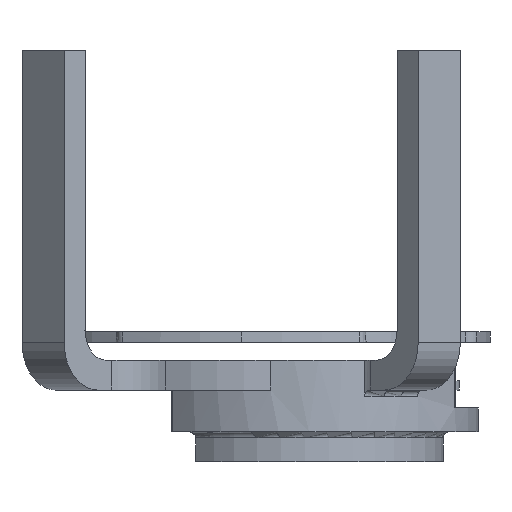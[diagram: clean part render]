
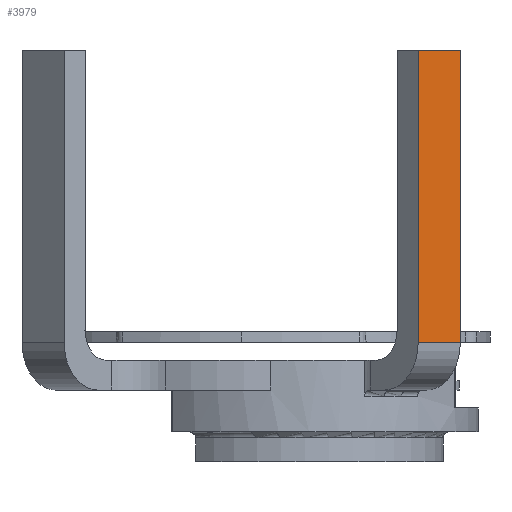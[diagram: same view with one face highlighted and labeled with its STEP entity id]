
A CAD part, front view. The second image highlights one B-rep face of the part: STEP entity #3979.
In plain terms, the highlighted face is planar.
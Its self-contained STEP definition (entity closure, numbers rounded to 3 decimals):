
#139 = ORIENTED_EDGE ( 'NONE', *, *, #1619, .F. ) ;
#148 = VERTEX_POINT ( 'NONE', #1754 ) ;
#176 = LINE ( 'NONE', #2007, #3552 ) ;
#317 = CARTESIAN_POINT ( 'NONE',  ( 37.27, 167.96, -308.732 ) ) ;
#430 = PLANE ( 'NONE',  #6733 ) ;
#435 = EDGE_CURVE ( 'NONE', #1580, #7421, #176, .T. ) ;
#1050 = DIRECTION ( 'NONE',  ( 0., -1., 0. ) ) ;
#1247 = EDGE_CURVE ( 'NONE', #1580, #7379, #5351, .T. ) ;
#1424 = EDGE_CURVE ( 'NONE', #7421, #148, #1620, .T. ) ;
#1513 = LINE ( 'NONE', #1920, #2791 ) ;
#1580 = VERTEX_POINT ( 'NONE', #4676 ) ;
#1619 = EDGE_CURVE ( 'NONE', #7379, #148, #1513, .T. ) ;
#1620 = LINE ( 'NONE', #6389, #3712 ) ;
#1754 = CARTESIAN_POINT ( 'NONE',  ( 30.198, 110.96, -301.661 ) ) ;
#1802 = FACE_OUTER_BOUND ( 'NONE', #7058, .T. ) ;
#1888 = VECTOR ( 'NONE', #1050, 1000. ) ;
#1909 = DIRECTION ( 'NONE',  ( -0.707, 0., 0.707 ) ) ;
#1920 = CARTESIAN_POINT ( 'NONE',  ( 30.198, 110.96, -301.661 ) ) ;
#2007 = CARTESIAN_POINT ( 'NONE',  ( 37.27, 159.96, -308.732 ) ) ;
#2096 = DIRECTION ( 'NONE',  ( 0.707, 0., -0.707 ) ) ;
#2137 = ORIENTED_EDGE ( 'NONE', *, *, #1424, .T. ) ;
#2633 = CARTESIAN_POINT ( 'NONE',  ( 30.198, 159.96, -301.661 ) ) ;
#2791 = VECTOR ( 'NONE', #5402, 1000. ) ;
#3552 = VECTOR ( 'NONE', #1909, 1000. ) ;
#3712 = VECTOR ( 'NONE', #6439, 1000. ) ;
#3874 = DIRECTION ( 'NONE',  ( 0.707, 0., 0.707 ) ) ;
#3979 = ADVANCED_FACE ( 'NONE', ( #1802 ), #430, .T. ) ;
#4413 = CARTESIAN_POINT ( 'NONE',  ( 37.27, 110.96, -308.732 ) ) ;
#4676 = CARTESIAN_POINT ( 'NONE',  ( 37.27, 159.96, -308.732 ) ) ;
#5351 = LINE ( 'NONE', #6286, #1888 ) ;
#5402 = DIRECTION ( 'NONE',  ( -0.707, 0., 0.707 ) ) ;
#6055 = ORIENTED_EDGE ( 'NONE', *, *, #1247, .F. ) ;
#6286 = CARTESIAN_POINT ( 'NONE',  ( 37.27, 167.96, -308.732 ) ) ;
#6389 = CARTESIAN_POINT ( 'NONE',  ( 30.198, 167.96, -301.661 ) ) ;
#6439 = DIRECTION ( 'NONE',  ( 0., -1., 0. ) ) ;
#6711 = ORIENTED_EDGE ( 'NONE', *, *, #435, .T. ) ;
#6733 = AXIS2_PLACEMENT_3D ( 'NONE', #317, #3874, #2096 ) ;
#7058 = EDGE_LOOP ( 'NONE', ( #6055, #6711, #2137, #139 ) ) ;
#7379 = VERTEX_POINT ( 'NONE', #4413 ) ;
#7421 = VERTEX_POINT ( 'NONE', #2633 ) ;
